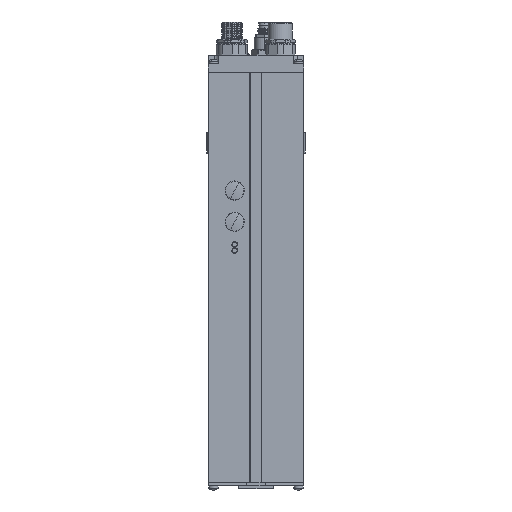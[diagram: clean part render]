
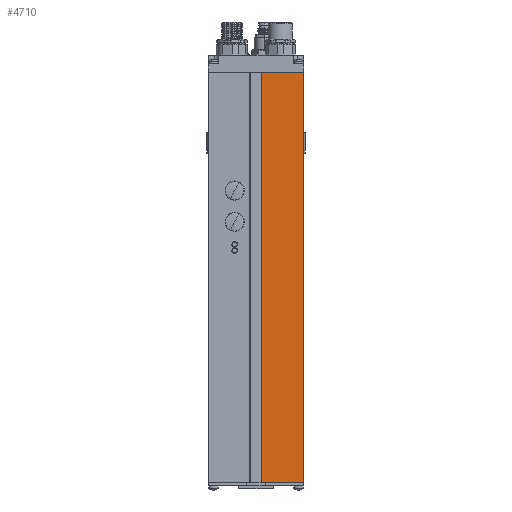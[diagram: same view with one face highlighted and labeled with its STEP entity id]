
A CAD part, front view. The second image highlights one B-rep face of the part: STEP entity #4710.
In plain terms, the highlighted planar face has unit normal (0, -1, 0).
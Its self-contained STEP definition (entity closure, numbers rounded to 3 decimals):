
#3685 = VERTEX_POINT ( 'NONE', #18836 ) ;
#3730 = VERTEX_POINT ( 'NONE', #18942 ) ;
#3802 = EDGE_CURVE ( 'NONE', #3685, #3730, #19057, .T. ) ;
#4628 = ORIENTED_EDGE ( 'NONE', *, *, #26398, .T. ) ;
#4629 = ORIENTED_EDGE ( 'NONE', *, *, #4630, .F. ) ;
#4630 = EDGE_CURVE ( 'NONE', #3730, #26338, #11200, .T. ) ;
#4631 = ORIENTED_EDGE ( 'NONE', *, *, #3802, .F. ) ;
#4632 = ORIENTED_EDGE ( 'NONE', *, *, #4683, .T. ) ;
#4683 = EDGE_CURVE ( 'NONE', #3685, #26399, #11405, .T. ) ;
#4710 = ADVANCED_FACE ( 'NONE', ( #11434 ), #11432, .F. ) ;
#11197 = DIRECTION ( 'NONE',  ( 0., 0., -1. ) ) ;
#11198 = VECTOR ( 'NONE', #11197, 1000. ) ;
#11199 = CARTESIAN_POINT ( 'NONE',  ( 27.25, -40., 236. ) ) ;
#11200 = LINE ( 'NONE', #11199, #11198 ) ;
#11402 = DIRECTION ( 'NONE',  ( 0., 0., -1. ) ) ;
#11403 = VECTOR ( 'NONE', #11402, 1000. ) ;
#11404 = CARTESIAN_POINT ( 'NONE',  ( 3.45, -40., 236. ) ) ;
#11405 = LINE ( 'NONE', #11404, #11403 ) ;
#11428 = DIRECTION ( 'NONE',  ( 0., 0., 1. ) ) ;
#11429 = DIRECTION ( 'NONE',  ( 0., 1., 0. ) ) ;
#11430 = CARTESIAN_POINT ( 'NONE',  ( 3.45, -40., 236. ) ) ;
#11431 = AXIS2_PLACEMENT_3D ( 'NONE', #11430, #11429, #11428 ) ;
#11432 = PLANE ( 'NONE',  #11431 ) ;
#11434 = FACE_OUTER_BOUND ( 'NONE', #16588, .T. ) ;
#13951 = CARTESIAN_POINT ( 'NONE',  ( 27.25, -40., 0. ) ) ;
#14079 = CARTESIAN_POINT ( 'NONE',  ( 3.45, -40., 0. ) ) ;
#14080 = DIRECTION ( 'NONE',  ( 1., 0., 0. ) ) ;
#14081 = VECTOR ( 'NONE', #14080, 1000. ) ;
#14082 = CARTESIAN_POINT ( 'NONE',  ( 3.45, -40., 0. ) ) ;
#14083 = LINE ( 'NONE', #14082, #14081 ) ;
#16588 = EDGE_LOOP ( 'NONE', ( #4628, #4629, #4631, #4632 ) ) ;
#18836 = CARTESIAN_POINT ( 'NONE',  ( 3.45, -40., 236. ) ) ;
#18942 = CARTESIAN_POINT ( 'NONE',  ( 27.25, -40., 236. ) ) ;
#19054 = DIRECTION ( 'NONE',  ( 1., 0., 0. ) ) ;
#19055 = VECTOR ( 'NONE', #19054, 1000. ) ;
#19056 = CARTESIAN_POINT ( 'NONE',  ( 3.45, -40., 236. ) ) ;
#19057 = LINE ( 'NONE', #19056, #19055 ) ;
#26338 = VERTEX_POINT ( 'NONE', #13951 ) ;
#26398 = EDGE_CURVE ( 'NONE', #26399, #26338, #14083, .T. ) ;
#26399 = VERTEX_POINT ( 'NONE', #14079 ) ;
